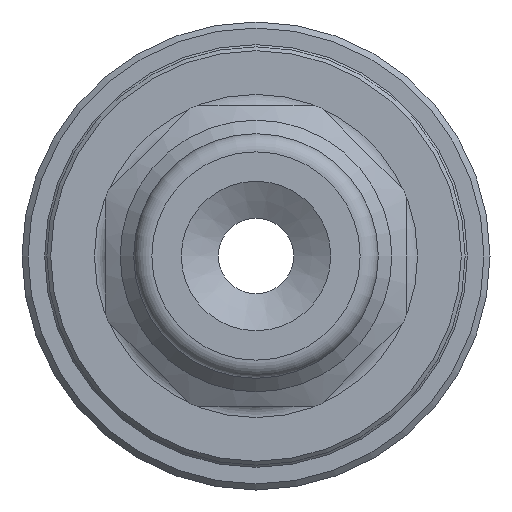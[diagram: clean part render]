
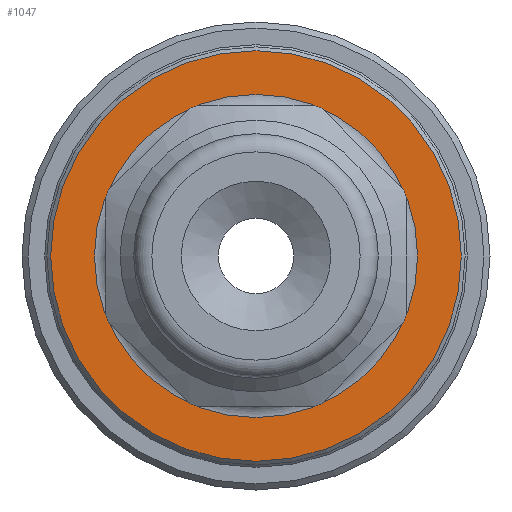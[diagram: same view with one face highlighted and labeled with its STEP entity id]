
A CAD part, left-side view. The second image highlights one B-rep face of the part: STEP entity #1047.
In plain terms, the highlighted planar face has unit normal (-1, 0, 0).
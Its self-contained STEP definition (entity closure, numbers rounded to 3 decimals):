
#160=FACE_BOUND('',#243,.T.);
#168=PLANE('',#1173);
#185=FACE_OUTER_BOUND('',#242,.T.);
#242=EDGE_LOOP('',(#709));
#243=EDGE_LOOP('',(#710,#711));
#308=CIRCLE('',#1169,5.35);
#309=CIRCLE('',#1170,5.35);
#312=CIRCLE('',#1174,6.8);
#417=VERTEX_POINT('',#1724);
#418=VERTEX_POINT('',#1726);
#420=VERTEX_POINT('',#1733);
#536=EDGE_CURVE('',#417,#418,#308,.T.);
#537=EDGE_CURVE('',#418,#417,#309,.T.);
#540=EDGE_CURVE('',#420,#420,#312,.T.);
#709=ORIENTED_EDGE('',*,*,#540,.F.);
#710=ORIENTED_EDGE('',*,*,#537,.F.);
#711=ORIENTED_EDGE('',*,*,#536,.F.);
#1047=ADVANCED_FACE('',(#185,#160),#168,.T.);
#1169=AXIS2_PLACEMENT_3D('',#1727,#1345,#1346);
#1170=AXIS2_PLACEMENT_3D('',#1728,#1347,#1348);
#1173=AXIS2_PLACEMENT_3D('',#1732,#1353,#1354);
#1174=AXIS2_PLACEMENT_3D('',#1734,#1355,#1356);
#1345=DIRECTION('center_axis',(-1.,0.,0.));
#1346=DIRECTION('ref_axis',(0.,-1.,0.));
#1347=DIRECTION('center_axis',(-1.,0.,0.));
#1348=DIRECTION('ref_axis',(0.,-1.,0.));
#1353=DIRECTION('center_axis',(-1.,0.,0.));
#1354=DIRECTION('ref_axis',(0.,0.,1.));
#1355=DIRECTION('center_axis',(1.,0.,0.));
#1356=DIRECTION('ref_axis',(0.,-1.,0.));
#1724=CARTESIAN_POINT('',(23.5,0.,5.35));
#1726=CARTESIAN_POINT('',(23.5,5.35,0.));
#1727=CARTESIAN_POINT('Origin',(23.5,0.,0.));
#1728=CARTESIAN_POINT('Origin',(23.5,0.,0.));
#1732=CARTESIAN_POINT('Origin',(23.5,5.925,0.));
#1733=CARTESIAN_POINT('',(23.5,6.8,0.));
#1734=CARTESIAN_POINT('Origin',(23.5,0.,0.));
